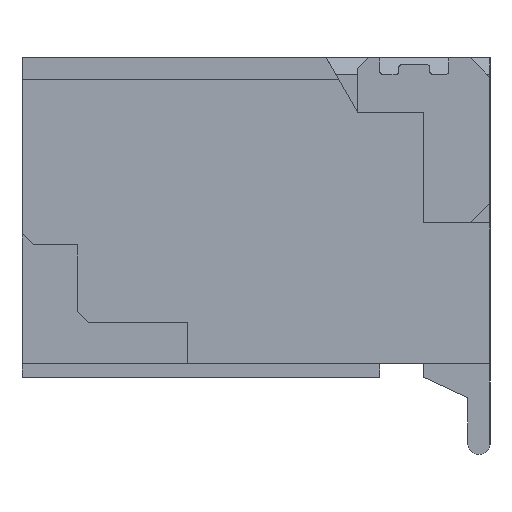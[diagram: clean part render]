
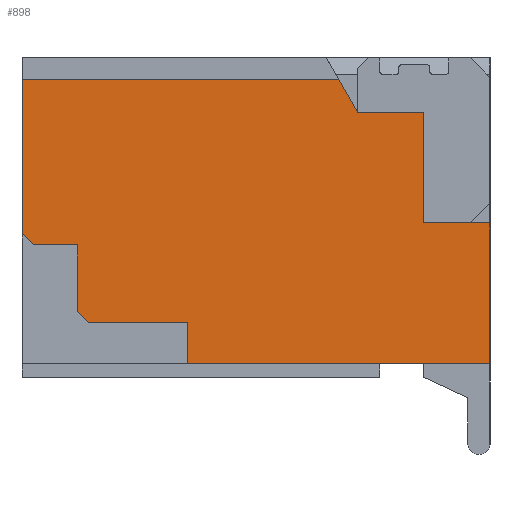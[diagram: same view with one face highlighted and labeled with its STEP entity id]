
A CAD part, left-side view. The second image highlights one B-rep face of the part: STEP entity #898.
In plain terms, the highlighted face is planar.
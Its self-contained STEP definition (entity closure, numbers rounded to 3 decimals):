
#19 = ORIENTED_EDGE ( 'NONE', *, *, #88, .T. ) ;
#88 = EDGE_CURVE ( 'NONE', #2067, #6422, #1010, .T. ) ;
#284 = VECTOR ( 'NONE', #8123, 1000. ) ;
#455 = LINE ( 'NONE', #10338, #284 ) ;
#469 = ORIENTED_EDGE ( 'NONE', *, *, #6723, .F. ) ;
#596 = CARTESIAN_POINT ( 'NONE',  ( 5., 3.65, 0.95 ) ) ;
#661 = VECTOR ( 'NONE', #8464, 1000. ) ;
#877 = CARTESIAN_POINT ( 'NONE',  ( 5., 0., 0.95 ) ) ;
#898 = ADVANCED_FACE ( 'NONE', ( #11349 ), #7735, .F. ) ;
#902 = DIRECTION ( 'NONE',  ( 0., 0., -1. ) ) ;
#986 = VECTOR ( 'NONE', #11004, 1000. ) ;
#1010 = LINE ( 'NONE', #12035, #661 ) ;
#1168 = DIRECTION ( 'NONE',  ( -1., 0., 0. ) ) ;
#1476 = DIRECTION ( 'NONE',  ( 0., 0., 1. ) ) ;
#1484 = LINE ( 'NONE', #10859, #986 ) ;
#1689 = VERTEX_POINT ( 'NONE', #6740 ) ;
#1849 = VECTOR ( 'NONE', #5843, 1000. ) ;
#1884 = VERTEX_POINT ( 'NONE', #4029 ) ;
#2001 = DIRECTION ( 'NONE',  ( 0., 1., 0. ) ) ;
#2049 = ORIENTED_EDGE ( 'NONE', *, *, #10889, .F. ) ;
#2067 = VERTEX_POINT ( 'NONE', #11154 ) ;
#2230 = VECTOR ( 'NONE', #8928, 1000. ) ;
#2339 = CARTESIAN_POINT ( 'NONE',  ( 5., 4.25, 1.45 ) ) ;
#2390 = LINE ( 'NONE', #9162, #1849 ) ;
#2478 = VERTEX_POINT ( 'NONE', #5090 ) ;
#2546 = CARTESIAN_POINT ( 'NONE',  ( 5., 2.75, 1.33 ) ) ;
#2592 = EDGE_CURVE ( 'NONE', #4541, #13796, #12402, .T. ) ;
#2881 = ORIENTED_EDGE ( 'NONE', *, *, #3514, .T. ) ;
#3402 = DIRECTION ( 'NONE',  ( 0., 0., 1. ) ) ;
#3514 = EDGE_CURVE ( 'NONE', #10032, #1689, #9019, .T. ) ;
#3571 = DIRECTION ( 'NONE',  ( 0., 0.707, -0.707 ) ) ;
#3692 = CARTESIAN_POINT ( 'NONE',  ( 5., 4.25, 0.15 ) ) ;
#3746 = CARTESIAN_POINT ( 'NONE',  ( 5., 2.3, 2.3 ) ) ;
#3790 = ORIENTED_EDGE ( 'NONE', *, *, #3923, .T. ) ;
#3813 = ORIENTED_EDGE ( 'NONE', *, *, #10928, .F. ) ;
#3868 = EDGE_CURVE ( 'NONE', #14530, #8591, #11955, .T. ) ;
#3923 = EDGE_CURVE ( 'NONE', #8591, #2067, #10728, .T. ) ;
#3940 = VECTOR ( 'NONE', #3571, 1000. ) ;
#4029 = CARTESIAN_POINT ( 'NONE',  ( 5., 1.373, -1.25 ) ) ;
#4375 = CARTESIAN_POINT ( 'NONE',  ( 5., 2.75, 0. ) ) ;
#4458 = CARTESIAN_POINT ( 'NONE',  ( 5., 1.2, -0.95 ) ) ;
#4541 = VERTEX_POINT ( 'NONE', #4736 ) ;
#4675 = CARTESIAN_POINT ( 'NONE',  ( 5., 0., 1.33 ) ) ;
#4736 = CARTESIAN_POINT ( 'NONE',  ( 5., 2.75, 0.95 ) ) ;
#4783 = DIRECTION ( 'NONE',  ( 0., 0., -1. ) ) ;
#4861 = CARTESIAN_POINT ( 'NONE',  ( 5., 0.6, 0. ) ) ;
#5072 = CARTESIAN_POINT ( 'NONE',  ( 5., 0., -1.25 ) ) ;
#5090 = CARTESIAN_POINT ( 'NONE',  ( 5., 4.15, 0.25 ) ) ;
#5201 = LINE ( 'NONE', #13396, #2230 ) ;
#5303 = LINE ( 'NONE', #2339, #9714 ) ;
#5843 = DIRECTION ( 'NONE',  ( 0., 0.707, -0.707 ) ) ;
#5927 = DIRECTION ( 'NONE',  ( 0., 1., 0. ) ) ;
#6029 = VECTOR ( 'NONE', #9936, 1000. ) ;
#6035 = CARTESIAN_POINT ( 'NONE',  ( 5., 1., 1.33 ) ) ;
#6208 = LINE ( 'NONE', #4675, #9594 ) ;
#6348 = EDGE_CURVE ( 'NONE', #6422, #1884, #5201, .T. ) ;
#6422 = VERTEX_POINT ( 'NONE', #4458 ) ;
#6723 = EDGE_CURVE ( 'NONE', #11248, #1884, #12569, .T. ) ;
#6740 = CARTESIAN_POINT ( 'NONE',  ( 5., 0., 1.33 ) ) ;
#6793 = ORIENTED_EDGE ( 'NONE', *, *, #6348, .T. ) ;
#6993 = EDGE_CURVE ( 'NONE', #13796, #12800, #11678, .T. ) ;
#7172 = DIRECTION ( 'NONE',  ( 0., -1., 0. ) ) ;
#7383 = EDGE_CURVE ( 'NONE', #10032, #4541, #8678, .T. ) ;
#7735 = PLANE ( 'NONE',  #11886 ) ;
#7783 = VECTOR ( 'NONE', #902, 1000. ) ;
#8123 = DIRECTION ( 'NONE',  ( 0., 0., -1. ) ) ;
#8464 = DIRECTION ( 'NONE',  ( 0., 1., 0. ) ) ;
#8591 = VERTEX_POINT ( 'NONE', #13448 ) ;
#8660 = VECTOR ( 'NONE', #7172, 1000. ) ;
#8678 = LINE ( 'NONE', #4375, #7783 ) ;
#8717 = CARTESIAN_POINT ( 'NONE',  ( 5., 0., 0.05 ) ) ;
#8756 = CARTESIAN_POINT ( 'NONE',  ( 5., 4.25, -1.25 ) ) ;
#8928 = DIRECTION ( 'NONE',  ( 0., 0.5, -0.866 ) ) ;
#9019 = LINE ( 'NONE', #6035, #8660 ) ;
#9162 = CARTESIAN_POINT ( 'NONE',  ( 5., 2.2, 2.2 ) ) ;
#9313 = ORIENTED_EDGE ( 'NONE', *, *, #3868, .T. ) ;
#9420 = VECTOR ( 'NONE', #2001, 1000. ) ;
#9457 = ORIENTED_EDGE ( 'NONE', *, *, #6993, .F. ) ;
#9487 = ORIENTED_EDGE ( 'NONE', *, *, #2592, .F. ) ;
#9594 = VECTOR ( 'NONE', #4783, 1000. ) ;
#9714 = VECTOR ( 'NONE', #1476, 1000. ) ;
#9936 = DIRECTION ( 'NONE',  ( 0., -1., 0. ) ) ;
#10032 = VERTEX_POINT ( 'NONE', #2546 ) ;
#10114 = VERTEX_POINT ( 'NONE', #3692 ) ;
#10338 = CARTESIAN_POINT ( 'NONE',  ( 5., 3.75, 0. ) ) ;
#10391 = CARTESIAN_POINT ( 'NONE',  ( 5., 3.75, 0.25 ) ) ;
#10728 = LINE ( 'NONE', #4861, #11276 ) ;
#10735 = EDGE_CURVE ( 'NONE', #10908, #2478, #1484, .T. ) ;
#10859 = CARTESIAN_POINT ( 'NONE',  ( 5., 0., 0.25 ) ) ;
#10889 = EDGE_CURVE ( 'NONE', #2478, #10114, #2390, .T. ) ;
#10899 = EDGE_CURVE ( 'NONE', #1689, #14530, #6208, .T. ) ;
#10908 = VERTEX_POINT ( 'NONE', #10391 ) ;
#10928 = EDGE_CURVE ( 'NONE', #12800, #10908, #455, .T. ) ;
#11004 = DIRECTION ( 'NONE',  ( 0., 1., 0. ) ) ;
#11154 = CARTESIAN_POINT ( 'NONE',  ( 5., 0.6, -0.95 ) ) ;
#11248 = VERTEX_POINT ( 'NONE', #8756 ) ;
#11276 = VECTOR ( 'NONE', #12720, 1000. ) ;
#11309 = CARTESIAN_POINT ( 'NONE',  ( 5., 0., 0. ) ) ;
#11349 = FACE_OUTER_BOUND ( 'NONE', #14334, .T. ) ;
#11678 = LINE ( 'NONE', #3746, #3940 ) ;
#11886 = AXIS2_PLACEMENT_3D ( 'NONE', #11309, #1168, #3402 ) ;
#11955 = LINE ( 'NONE', #13899, #14059 ) ;
#12035 = CARTESIAN_POINT ( 'NONE',  ( 5., 0., -0.95 ) ) ;
#12402 = LINE ( 'NONE', #877, #9420 ) ;
#12569 = LINE ( 'NONE', #5072, #6029 ) ;
#12625 = EDGE_CURVE ( 'NONE', #11248, #10114, #5303, .T. ) ;
#12720 = DIRECTION ( 'NONE',  ( 0., 0., -1. ) ) ;
#12800 = VERTEX_POINT ( 'NONE', #14049 ) ;
#13127 = ORIENTED_EDGE ( 'NONE', *, *, #7383, .F. ) ;
#13355 = ORIENTED_EDGE ( 'NONE', *, *, #10735, .F. ) ;
#13396 = CARTESIAN_POINT ( 'NONE',  ( 5., 0.489, 0.282 ) ) ;
#13448 = CARTESIAN_POINT ( 'NONE',  ( 5., 0.6, 0.05 ) ) ;
#13796 = VERTEX_POINT ( 'NONE', #596 ) ;
#13899 = CARTESIAN_POINT ( 'NONE',  ( 5., 0., 0.05 ) ) ;
#14049 = CARTESIAN_POINT ( 'NONE',  ( 5., 3.75, 0.85 ) ) ;
#14059 = VECTOR ( 'NONE', #5927, 1000. ) ;
#14334 = EDGE_LOOP ( 'NONE', ( #6793, #469, #14367, #2049, #13355, #3813, #9457, #9487, #13127, #2881, #14335, #9313, #3790, #19 ) ) ;
#14335 = ORIENTED_EDGE ( 'NONE', *, *, #10899, .T. ) ;
#14367 = ORIENTED_EDGE ( 'NONE', *, *, #12625, .T. ) ;
#14530 = VERTEX_POINT ( 'NONE', #8717 ) ;
